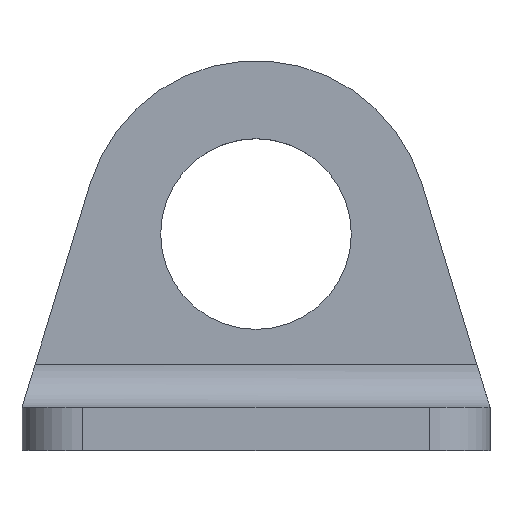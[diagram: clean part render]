
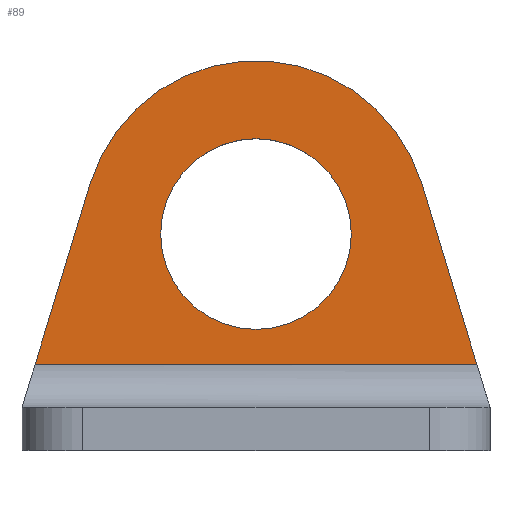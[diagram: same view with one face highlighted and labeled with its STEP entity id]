
A CAD part, top view. The second image highlights one B-rep face of the part: STEP entity #89.
In plain terms, the highlighted planar face has unit normal (0, 0, 1).
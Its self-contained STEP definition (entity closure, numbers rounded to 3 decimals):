
#89=ADVANCED_FACE('',(#124,#125),#126,.T.);
#124=FACE_BOUND('',#170,.T.);
#125=FACE_OUTER_BOUND('',#171,.T.);
#126=PLANE('',#172);
#170=EDGE_LOOP('',(#292,#293));
#171=EDGE_LOOP('',(#294,#295,#296,#297));
#172=AXIS2_PLACEMENT_3D('',#298,#299,#300);
#292=ORIENTED_EDGE('',*,*,#353,.T.);
#293=ORIENTED_EDGE('',*,*,#369,.T.);
#294=ORIENTED_EDGE('',*,*,#395,.F.);
#295=ORIENTED_EDGE('',*,*,#390,.F.);
#296=ORIENTED_EDGE('',*,*,#396,.F.);
#297=ORIENTED_EDGE('',*,*,#400,.T.);
#298=CARTESIAN_POINT('',(-27.0,2.5,5.0));
#299=DIRECTION('',(0.,0.0,1.0));
#300=DIRECTION('',(0.0,-1.0,0.0));
#353=EDGE_CURVE('',#407,#404,#408,.T.);
#369=EDGE_CURVE('',#404,#407,#433,.T.);
#390=EDGE_CURVE('',#469,#471,#472,.T.);
#395=EDGE_CURVE('',#471,#474,#479,.T.);
#396=EDGE_CURVE('',#480,#469,#481,.T.);
#400=EDGE_CURVE('',#480,#474,#486,.T.);
#404=VERTEX_POINT('',#490);
#407=VERTEX_POINT('',#494);
#408=CIRCLE('',#495,11.0);
#433=CIRCLE('',#525,11.0);
#469=VERTEX_POINT('',#573);
#471=VERTEX_POINT('',#576);
#472=CIRCLE('',#577,20.0);
#474=VERTEX_POINT('',#580);
#479=LINE('',#586,#587);
#480=VERTEX_POINT('',#588);
#481=LINE('',#589,#590);
#486=LINE('',#596,#597);
#490=CARTESIAN_POINT('',(11.0,0.,5.0));
#494=CARTESIAN_POINT('',(-11.0,0.,5.0));
#495=AXIS2_PLACEMENT_3D('',#605,#606,#607);
#525=AXIS2_PLACEMENT_3D('',#643,#644,#645);
#573=CARTESIAN_POINT('',(-19.132,5.828,5.0));
#576=CARTESIAN_POINT('',(19.132,5.828,5.0));
#577=AXIS2_PLACEMENT_3D('',#680,#681,#682);
#580=CARTESIAN_POINT('',(25.477,-15.0,5.0));
#586=CARTESIAN_POINT('',(19.604,4.278,5.0));
#587=VECTOR('',#691,1.0);
#588=CARTESIAN_POINT('',(-25.477,-15.0,5.0));
#589=CARTESIAN_POINT('',(-21.897,-3.248,5.0));
#590=VECTOR('',#692,1.0);
#596=CARTESIAN_POINT('',(-27.0,-15.0,5.0));
#597=VECTOR('',#700,1.0);
#605=CARTESIAN_POINT('',(0.0,0.0,5.0));
#606=DIRECTION('',(0.,0.0,-1.0));
#607=DIRECTION('',(1.0,0.0,0.));
#643=CARTESIAN_POINT('',(0.0,0.0,5.0));
#644=DIRECTION('',(0.,0.0,-1.0));
#645=DIRECTION('',(1.0,0.0,0.));
#680=CARTESIAN_POINT('',(0.0,0.0,5.0));
#681=DIRECTION('',(0.,0.0,-1.0));
#682=DIRECTION('',(1.0,0.0,0.));
#691=DIRECTION('',(0.291,-0.957,0.));
#692=DIRECTION('',(0.291,0.957,0.));
#700=DIRECTION('',(1.0,0.0,0.));
